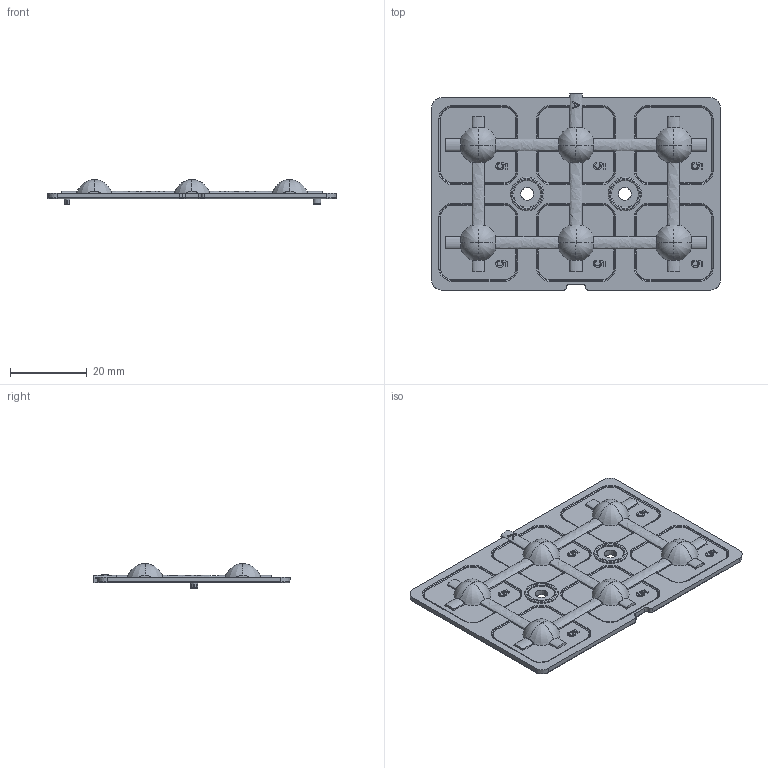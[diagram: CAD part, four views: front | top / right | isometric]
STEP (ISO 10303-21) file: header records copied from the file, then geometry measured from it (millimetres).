
FILE_DESCRIPTION (( 'STEP AP214' ), '1' );
FILE_NAME ('12782_70288_Rev-2_MH5x6_Customer.STEP', '2015-09-30T07:02:36', ( '' ), ( '' ), 'SwSTEP 2.0', 'SolidWorks 2014', '' );
FILE_SCHEMA (( 'AUTOMOTIVE_DESIGN' ));
Length unit declared in the file: millimetre
Products named in the file (1): 12782_70288_Rev-2_MH5x6_Customer
Bounding box: 75.02 x 51.01 x 6.4 mm (x, y, z)
Volume: 5408.2 mm3; surface area: 8514 mm2
Topology: 1 solids, 1 shells, 904 faces, 2292 edges, 1386 vertices
Faces by surface type: cylinder 301, plane 220, bspline 214, torus 126, sphere 29, cone 14
Entity records: 35889 total; most frequent: CARTESIAN_POINT 15785, ORIENTED_EDGE 4512, DIRECTION 3809, EDGE_CURVE 2256, AXIS2_PLACEMENT_3D 1442, VERTEX_POINT 1386, EDGE_LOOP 940, LINE 925
